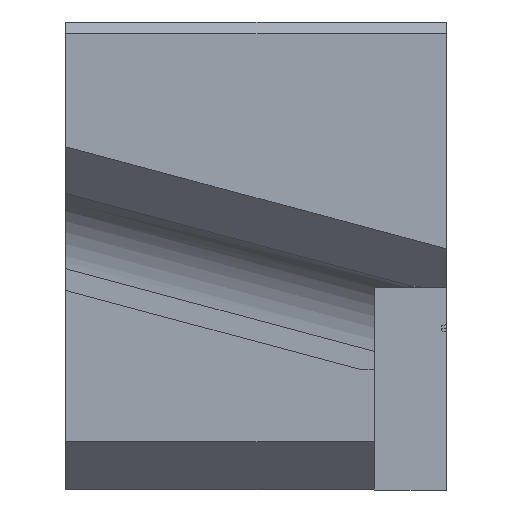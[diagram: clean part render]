
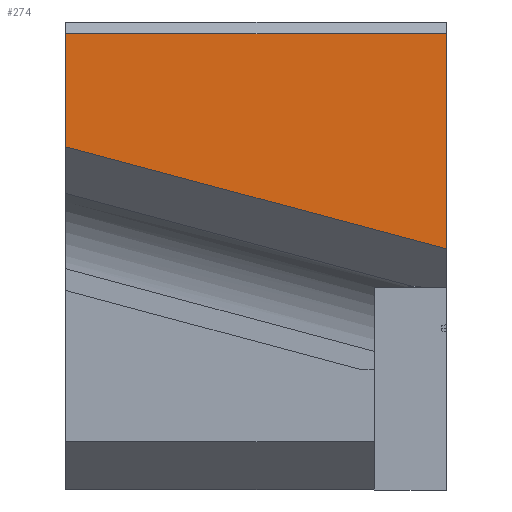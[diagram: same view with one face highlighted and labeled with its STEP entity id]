
A CAD part, left-side view. The second image highlights one B-rep face of the part: STEP entity #274.
In plain terms, the highlighted planar face has unit normal (-1, 0, 0).
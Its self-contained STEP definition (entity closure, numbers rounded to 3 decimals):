
#35 = CARTESIAN_POINT ( 'NONE',  ( -140., 15.875, 0. ) ) ;
#49 = DIRECTION ( 'NONE',  ( 0., 1., 0. ) ) ;
#193 = VERTEX_POINT ( 'NONE', #2294 ) ;
#235 = CARTESIAN_POINT ( 'NONE',  ( -140., 15.875, -0.5 ) ) ;
#245 = CARTESIAN_POINT ( 'NONE',  ( -140., 15.875, -5.198 ) ) ;
#274 = ADVANCED_FACE ( 'NONE', ( #1313 ), #1586, .F. ) ;
#596 = VERTEX_POINT ( 'NONE', #1306 ) ;
#643 = LINE ( 'NONE', #35, #1004 ) ;
#895 = VECTOR ( 'NONE', #2028, 1000. ) ;
#965 = ORIENTED_EDGE ( 'NONE', *, *, #2090, .T. ) ;
#970 = ORIENTED_EDGE ( 'NONE', *, *, #2094, .T. ) ;
#1004 = VECTOR ( 'NONE', #2321, 1000. ) ;
#1013 = EDGE_LOOP ( 'NONE', ( #1091, #965, #970, #1338 ) ) ;
#1071 = LINE ( 'NONE', #2288, #1924 ) ;
#1091 = ORIENTED_EDGE ( 'NONE', *, *, #2166, .T. ) ;
#1093 = DIRECTION ( 'NONE',  ( 0., 0., 1. ) ) ;
#1157 = LINE ( 'NONE', #1201, #1949 ) ;
#1201 = CARTESIAN_POINT ( 'NONE',  ( -140., 0., 0. ) ) ;
#1306 = CARTESIAN_POINT ( 'NONE',  ( -140., 0., -0.5 ) ) ;
#1313 = FACE_OUTER_BOUND ( 'NONE', #1013, .T. ) ;
#1338 = ORIENTED_EDGE ( 'NONE', *, *, #2109, .T. ) ;
#1582 = DIRECTION ( 'NONE',  ( 0., 0., -1. ) ) ;
#1586 = PLANE ( 'NONE',  #1798 ) ;
#1629 = VERTEX_POINT ( 'NONE', #235 ) ;
#1798 = AXIS2_PLACEMENT_3D ( 'NONE', #2159, #2209, #1582 ) ;
#1802 = VERTEX_POINT ( 'NONE', #245 ) ;
#1811 = LINE ( 'NONE', #2250, #895 ) ;
#1924 = VECTOR ( 'NONE', #49, 1000. ) ;
#1949 = VECTOR ( 'NONE', #1093, 1000. ) ;
#2028 = DIRECTION ( 'NONE',  ( 0., -0.966, -0.259 ) ) ;
#2090 = EDGE_CURVE ( 'NONE', #596, #1629, #1071, .T. ) ;
#2094 = EDGE_CURVE ( 'NONE', #1629, #1802, #643, .T. ) ;
#2109 = EDGE_CURVE ( 'NONE', #1802, #193, #1811, .T. ) ;
#2159 = CARTESIAN_POINT ( 'NONE',  ( -140., 0., 0. ) ) ;
#2166 = EDGE_CURVE ( 'NONE', #193, #596, #1157, .T. ) ;
#2209 = DIRECTION ( 'NONE',  ( 1., 0., 0. ) ) ;
#2250 = CARTESIAN_POINT ( 'NONE',  ( -140., 2.363, -8.818 ) ) ;
#2288 = CARTESIAN_POINT ( 'NONE',  ( -140., 0., -0.5 ) ) ;
#2294 = CARTESIAN_POINT ( 'NONE',  ( -140., 0., -9.451 ) ) ;
#2321 = DIRECTION ( 'NONE',  ( 0., 0., -1. ) ) ;
